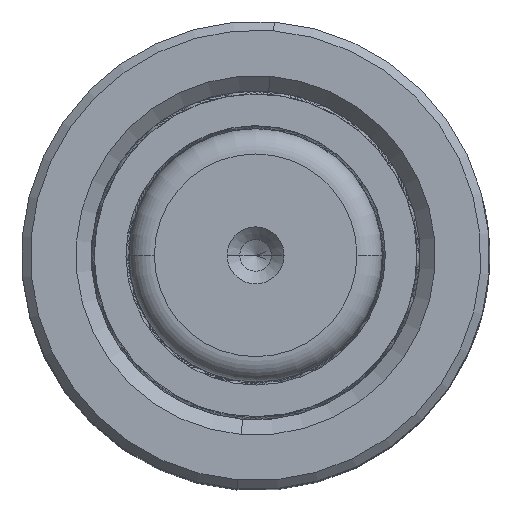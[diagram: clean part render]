
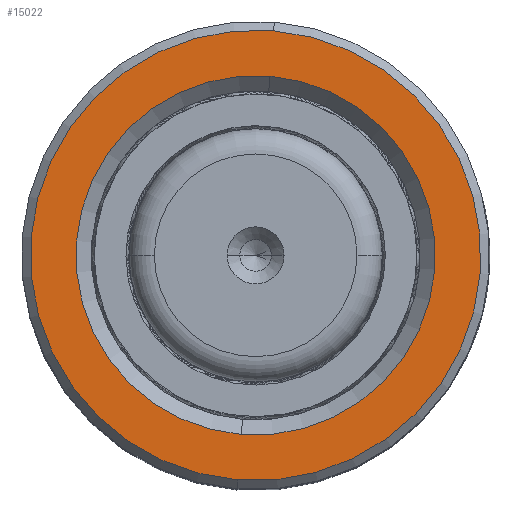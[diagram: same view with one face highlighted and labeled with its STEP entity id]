
A CAD part, top view. The second image highlights one B-rep face of the part: STEP entity #15022.
In plain terms, the highlighted planar face has unit normal (0, 0, 1).
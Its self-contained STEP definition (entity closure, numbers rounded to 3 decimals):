
#718 = PLANE ( 'NONE',  #13567 ) ;
#1453 = CARTESIAN_POINT ( 'NONE',  ( 0., 0., 60. ) ) ;
#1975 = VERTEX_POINT ( 'NONE', #28005 ) ;
#3110 = EDGE_CURVE ( 'NONE', #11578, #22567, #23177, .T. ) ;
#3112 = ORIENTED_EDGE ( 'NONE', *, *, #5120, .T. ) ;
#5105 = CARTESIAN_POINT ( 'NONE',  ( 0., 0., 60. ) ) ;
#5120 = EDGE_CURVE ( 'NONE', #22567, #11578, #31945, .T. ) ;
#5694 = DIRECTION ( 'NONE',  ( 1., 0., 0. ) ) ;
#7472 = EDGE_CURVE ( 'NONE', #1975, #7610, #33252, .T. ) ;
#7610 = VERTEX_POINT ( 'NONE', #24828 ) ;
#8173 = DIRECTION ( 'NONE',  ( 0., 0., 1. ) ) ;
#8279 = AXIS2_PLACEMENT_3D ( 'NONE', #33080, #8173, #19256 ) ;
#9822 = DIRECTION ( 'NONE',  ( 1., 0., 0. ) ) ;
#11578 = VERTEX_POINT ( 'NONE', #16767 ) ;
#11745 = CARTESIAN_POINT ( 'NONE',  ( 0., 0., 60. ) ) ;
#12208 = EDGE_CURVE ( 'NONE', #7610, #1975, #25614, .T. ) ;
#12278 = AXIS2_PLACEMENT_3D ( 'NONE', #5105, #13487, #24699 ) ;
#13487 = DIRECTION ( 'NONE',  ( 0., 0., 1. ) ) ;
#13567 = AXIS2_PLACEMENT_3D ( 'NONE', #34949, #20669, #9822 ) ;
#15022 = ADVANCED_FACE ( 'NONE', ( #36139, #17625 ), #718, .T. ) ;
#15054 = ORIENTED_EDGE ( 'NONE', *, *, #12208, .T. ) ;
#15233 = DIRECTION ( 'NONE',  ( 0., 0., -1. ) ) ;
#16767 = CARTESIAN_POINT ( 'NONE',  ( -17.8, 0., 60. ) ) ;
#17625 = FACE_BOUND ( 'NONE', #18833, .T. ) ;
#18833 = EDGE_LOOP ( 'NONE', ( #15054, #31925 ) ) ;
#19256 = DIRECTION ( 'NONE',  ( 1., 0., 0. ) ) ;
#20669 = DIRECTION ( 'NONE',  ( 0., 0., 1. ) ) ;
#21406 = DIRECTION ( 'NONE',  ( 1., 0., 0. ) ) ;
#21795 = AXIS2_PLACEMENT_3D ( 'NONE', #1453, #15233, #21406 ) ;
#22567 = VERTEX_POINT ( 'NONE', #24472 ) ;
#23177 = CIRCLE ( 'NONE', #12278, 17.8 ) ;
#24472 = CARTESIAN_POINT ( 'NONE',  ( 17.8, 0., 60. ) ) ;
#24699 = DIRECTION ( 'NONE',  ( 1., 0., 0. ) ) ;
#24828 = CARTESIAN_POINT ( 'NONE',  ( 14.2, 0., 60. ) ) ;
#25614 = CIRCLE ( 'NONE', #28454, 14.2 ) ;
#28005 = CARTESIAN_POINT ( 'NONE',  ( -14.2, 0., 60. ) ) ;
#28454 = AXIS2_PLACEMENT_3D ( 'NONE', #11745, #31111, #5694 ) ;
#31111 = DIRECTION ( 'NONE',  ( 0., 0., -1. ) ) ;
#31925 = ORIENTED_EDGE ( 'NONE', *, *, #7472, .T. ) ;
#31945 = CIRCLE ( 'NONE', #8279, 17.8 ) ;
#33080 = CARTESIAN_POINT ( 'NONE',  ( 0., 0., 60. ) ) ;
#33252 = CIRCLE ( 'NONE', #21795, 14.2 ) ;
#33746 = ORIENTED_EDGE ( 'NONE', *, *, #3110, .T. ) ;
#34949 = CARTESIAN_POINT ( 'NONE',  ( 0., 0., 60. ) ) ;
#35960 = EDGE_LOOP ( 'NONE', ( #33746, #3112 ) ) ;
#36139 = FACE_OUTER_BOUND ( 'NONE', #35960, .T. ) ;
